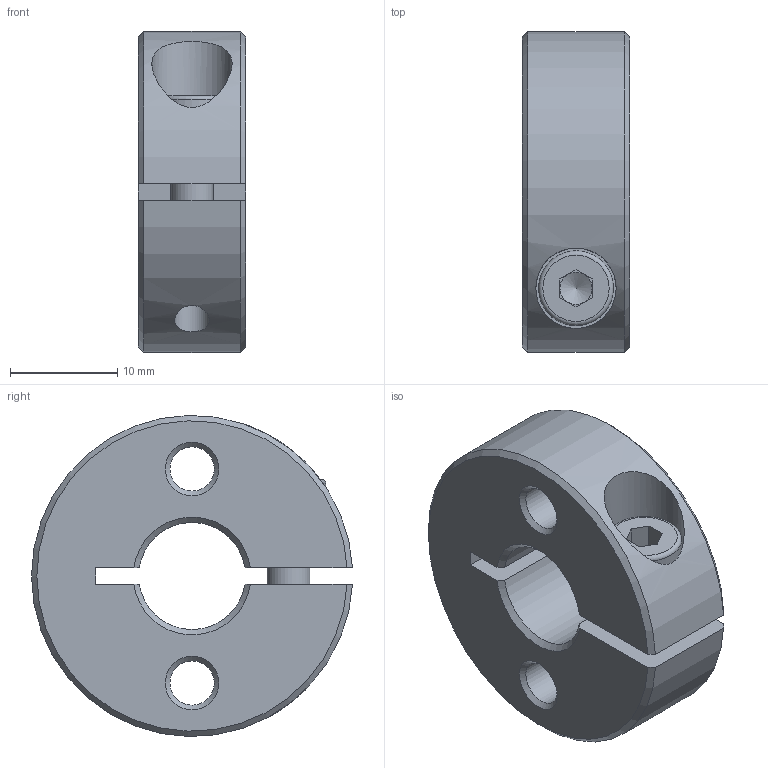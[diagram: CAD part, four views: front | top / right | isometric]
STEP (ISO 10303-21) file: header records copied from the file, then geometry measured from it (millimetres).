
FILE_DESCRIPTION( ( 'STEP AP214' ), '1' );
FILE_NAME( 'SSCSW10-10.stp', '2020-03-15T07:37:06', ( '' ), ( '' ), ' ', 'PARTsolutions', ' ' );
FILE_SCHEMA( ( 'AUTOMOTIVE_DESIGN { 1 0 10303 214 1 1 1 1 }' ) );
Length unit declared in the file: millimetre
Products named in the file (3): SSCSW10-10; _SSCSW10-10b; _Slotted head cap screw ISO 4762 - M4x10
Assembly tree (2 placements, depth 2):
  SSCSW10-10
    _SSCSW10-10b
    _Slotted head cap screw ISO 4762 - M4x10
Bounding box: 10 x 29.98 x 29.99 mm (x, y, z)
Volume: 5565.8 mm3; surface area: 3414.8 mm2
Topology: 2 solids, 2 shells, 50 faces, 116 edges, 72 vertices
Faces by surface type: plane 23, cone 14, cylinder 10, torus 3
Full cylindrical faces by diameter (mm): 3.242 x1, 4 x1, 4.134 x2, 4.5 x1, 7 x1, 7.5 x1
Entity records: 1900 total; most frequent: CARTESIAN_POINT 370, DIRECTION 228, ORIENTED_EDGE 192, EDGE_CURVE 96, AXIS2_PLACEMENT_3D 93, EDGE_LOOP 78, VERTEX_POINT 71, FACE_OUTER_BOUND 60
